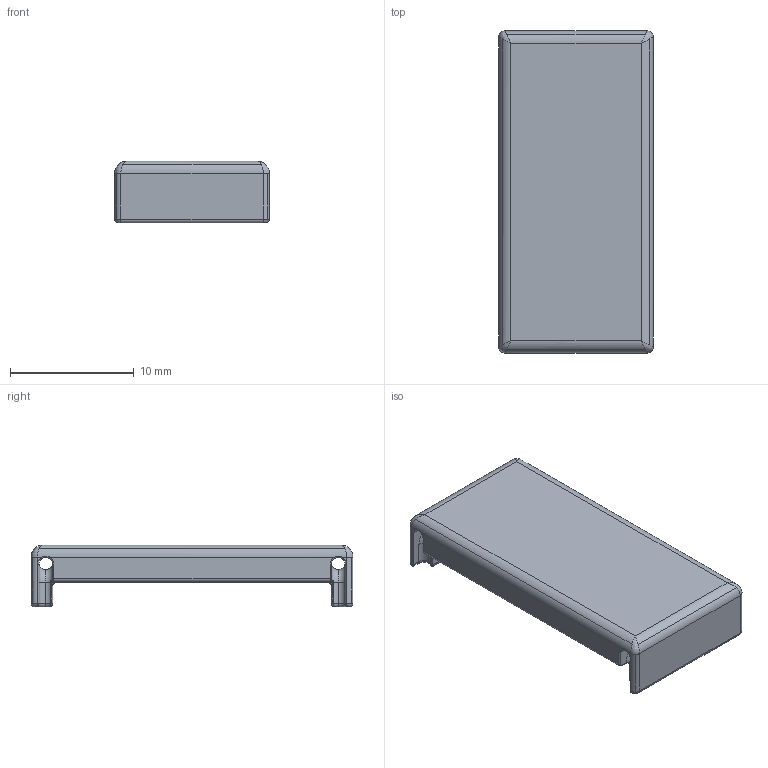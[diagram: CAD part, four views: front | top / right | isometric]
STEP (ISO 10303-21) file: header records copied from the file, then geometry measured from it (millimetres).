
FILE_DESCRIPTION (( 'STEP AP203' ), '1' );
FILE_NAME ('10x20mm_Cuvette_Bottom_V2.STEP', '2018-07-26T07:22:12', ( '' ), ( '' ), 'SwSTEP 2.0', 'SolidWorks 2018', '' );
FILE_SCHEMA (( 'CONFIG_CONTROL_DESIGN' ));
Length unit declared in the file: millimetre
Products named in the file (1): 10x20mm_Cuvette_Bottom_V2
Bounding box: 12.5 x 26 x 5 mm (x, y, z)
Volume: 824.8 mm3; surface area: 1221.1 mm2
Topology: 1 solids, 1 shells, 272 faces, 642 edges, 360 vertices
Faces by surface type: cylinder 130, plane 62, bspline 40, torus 40
Entity records: 9209 total; most frequent: CARTESIAN_POINT 3451, ORIENTED_EDGE 1252, DIRECTION 1108, EDGE_CURVE 626, AXIS2_PLACEMENT_3D 419, VERTEX_POINT 360, EDGE_LOOP 280, ADVANCED_FACE 272
